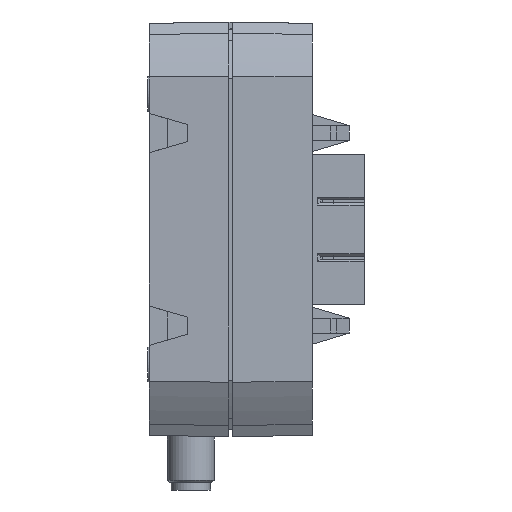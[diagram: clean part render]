
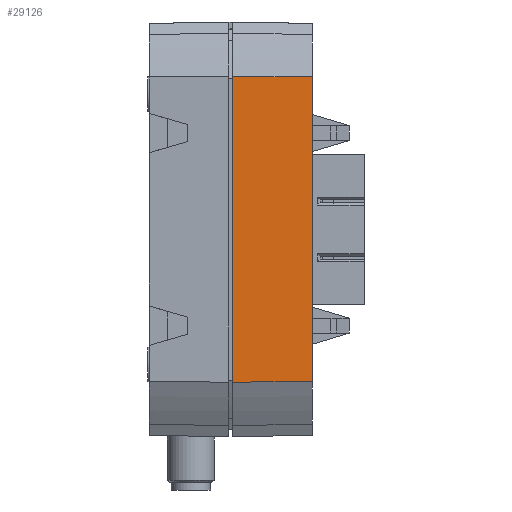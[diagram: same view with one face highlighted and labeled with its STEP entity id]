
A CAD part, left-side view. The second image highlights one B-rep face of the part: STEP entity #29126.
In plain terms, the highlighted planar face has unit normal (-1, -0.018, 0).
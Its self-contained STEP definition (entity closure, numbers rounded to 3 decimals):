
#164=B_SPLINE_CURVE_WITH_KNOTS('',3,(#46036,#46037,#46038,#46039),
 .UNSPECIFIED.,.F.,.F.,(4,4),(0.,1.),.UNSPECIFIED.);
#165=B_SPLINE_CURVE_WITH_KNOTS('',3,(#46041,#46042,#46043,#46044),
 .UNSPECIFIED.,.F.,.F.,(4,4),(0.,1.),.UNSPECIFIED.);
#2607=LINE('',#44851,#6226);
#2645=LINE('',#44953,#6264);
#6226=VECTOR('',#36348,41.222);
#6264=VECTOR('',#36422,41.14);
#9013=FACE_OUTER_BOUND('',#10689,.T.);
#10689=EDGE_LOOP('',(#24672,#24673,#24674,#24675));
#13145=VERTEX_POINT('',#44848);
#13146=VERTEX_POINT('',#44850);
#13179=VERTEX_POINT('',#44950);
#13180=VERTEX_POINT('',#44952);
#16760=EDGE_CURVE('',#13146,#13145,#2607,.T.);
#16808=EDGE_CURVE('',#13179,#13180,#2645,.T.);
#17335=EDGE_CURVE('',#13180,#13145,#164,.T.);
#17336=EDGE_CURVE('',#13179,#13146,#165,.T.);
#24672=ORIENTED_EDGE('',*,*,#16760,.T.);
#24673=ORIENTED_EDGE('',*,*,#17335,.F.);
#24674=ORIENTED_EDGE('',*,*,#16808,.F.);
#24675=ORIENTED_EDGE('',*,*,#17336,.T.);
#27641=PLANE('',#30990);
#29126=ADVANCED_FACE('',(#9013),#27641,.T.);
#30990=AXIS2_PLACEMENT_3D('',#46040,#37390,#37391);
#36348=DIRECTION('',(0.,0.,-1.));
#36422=DIRECTION('',(0.,0.,-1.));
#37390=DIRECTION('center_axis',(-1.,-0.017,
0.));
#37391=DIRECTION('ref_axis',(0.,0.,-1.));
#44848=CARTESIAN_POINT('',(-44.788,-0.5,-20.611));
#44850=CARTESIAN_POINT('',(-44.788,-0.5,20.611));
#44851=CARTESIAN_POINT('',(-44.788,-0.5,20.611));
#44950=CARTESIAN_POINT('',(-44.6,-11.25,20.57));
#44952=CARTESIAN_POINT('',(-44.6,-11.25,-20.57));
#44953=CARTESIAN_POINT('',(-44.6,-11.25,20.57));
#46036=CARTESIAN_POINT('Ctrl Pts',(-44.6,-11.25,-20.57));
#46037=CARTESIAN_POINT('Ctrl Pts',(-44.663,-7.667,-20.584));
#46038=CARTESIAN_POINT('Ctrl Pts',(-44.725,-4.083,-20.597));
#46039=CARTESIAN_POINT('Ctrl Pts',(-44.788,-0.5,-20.611));
#46040=CARTESIAN_POINT('Origin',(-44.6,-11.25,30.187));
#46041=CARTESIAN_POINT('Ctrl Pts',(-44.6,-11.25,20.57));
#46042=CARTESIAN_POINT('Ctrl Pts',(-44.663,-7.667,20.584));
#46043=CARTESIAN_POINT('Ctrl Pts',(-44.725,-4.083,20.597));
#46044=CARTESIAN_POINT('Ctrl Pts',(-44.788,-0.5,20.611));
